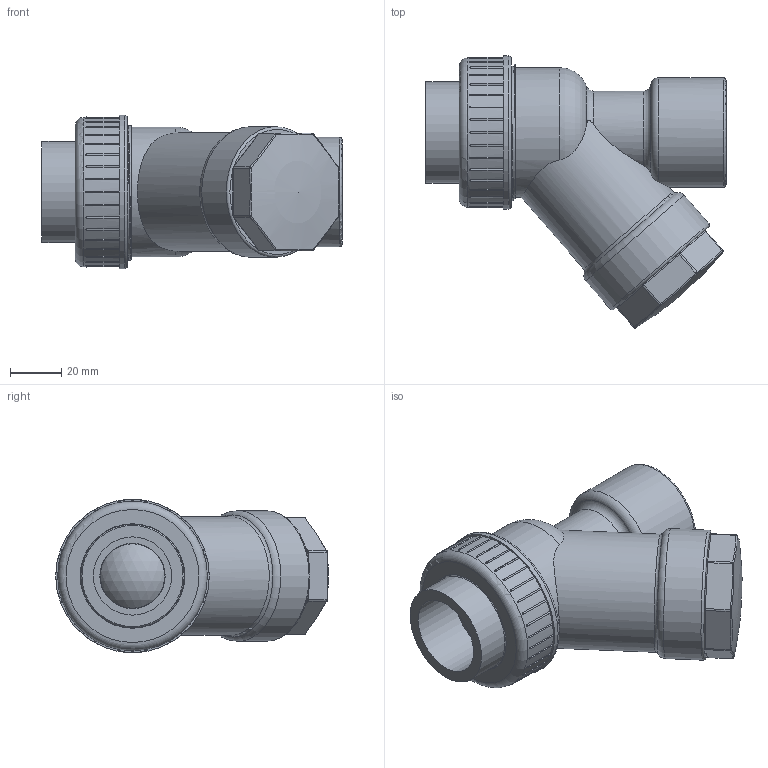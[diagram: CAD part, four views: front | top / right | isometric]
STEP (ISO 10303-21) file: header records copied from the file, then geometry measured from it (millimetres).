
FILE_DESCRIPTION(/* description */ (''),/* implementation_level */ '2;1');
FILE_NAME(/* name */ '32Y型止回阀(透明).stp',/* time_stamp */ '2023-07-31T10:35:37+08:00',/* author */ (''),/* organization */ (''),/* preprocessor_version */ 'ST-DEVELOPER v16',/* originating_system */ 'SIEMENS PLM Software NX 10.0',/* authorisation */ '');
FILE_SCHEMA (('AUTOMOTIVE_DESIGN { 1 0 10303 214 3 1 1 1 }'));
Length unit declared in the file: millimetre
Products named in the file (1): gelv0644C6EBmwpg
Bounding box: 117.24 x 106.42 x 59.92 mm (x, y, z)
Volume: 166973.5 mm3; surface area: 84922 mm2
Topology: 10 solids, 10 shells, 351 faces, 980 edges, 624 vertices
Faces by surface type: plane 135, cylinder 102, sphere 40, torus 36, bspline 26, cone 11, revolution 1
Full cylindrical faces by diameter (mm): 24.321 x1, 25.2 x1, 25.5 x1, 29 x1, 30 x2, 30.6 x1, 30.8 x1, 35 x1, 35.205 x1, 37 x2, 37.19 x1, 38 x1, 38.952 x8, 39.525 x1, 40.019 x1, 40.417 x1, 40.5 x2, 40.8 x1, 42.813 x1, 44 x1, 44.5 x2, 45.5 x1, 46 x1, 46.155 x1, 46.23 x1, 46.5 x1, 50.793 x1, 51 x1, 54.188 x1, 58.331 x1
Entity records: 19359 total; most frequent: CARTESIAN_POINT 11481, DIRECTION 1597, ORIENTED_EDGE 1556, EDGE_CURVE 778, AXIS2_PLACEMENT_3D 662, VERTEX_POINT 542, EDGE_LOOP 448, ADVANCED_FACE 344
